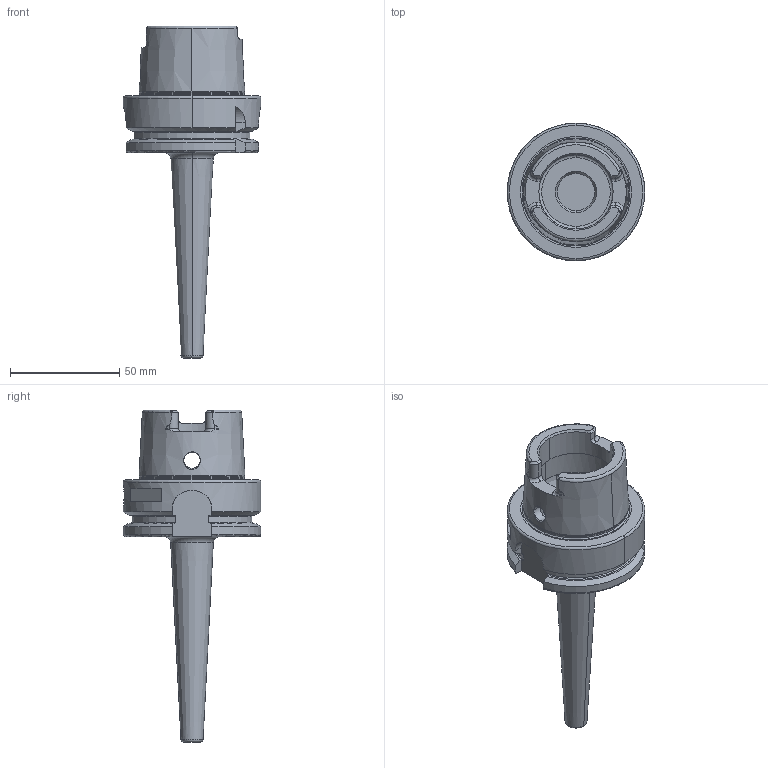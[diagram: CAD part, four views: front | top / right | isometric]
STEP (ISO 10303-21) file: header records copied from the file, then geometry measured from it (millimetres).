
FILE_DESCRIPTION((''),'2;1');
FILE_NAME('A63_72_04_1','2020-05-14T',('103090'),(''),'CREO PARAMETRIC BY PTC INC, 2015290','CREO PARAMETRIC BY PTC INC, 2015290','');
FILE_SCHEMA(('CONFIG_CONTROL_DESIGN'));
Length unit declared in the file: millimetre
Products named in the file (1): A63_72_04_1
Bounding box: 63 x 63 x 152 mm (x, y, z)
Volume: 97079.5 mm3; surface area: 27614.7 mm2
Topology: 1 solids, 1 shells, 159 faces, 402 edges, 249 vertices
Faces by surface type: plane 49, cylinder 43, torus 35, cone 32
Entity records: 5453 total; most frequent: CARTESIAN_POINT 1627, DIRECTION 805, ORIENTED_EDGE 800, EDGE_CURVE 400, AXIS2_PLACEMENT_3D 335, VERTEX_POINT 249, CIRCLE 173, EDGE_LOOP 169
